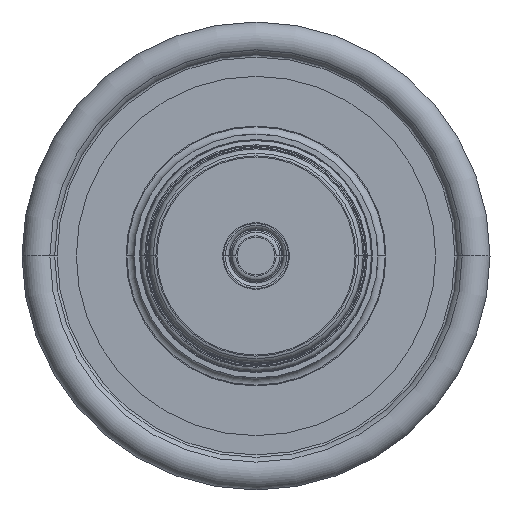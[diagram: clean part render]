
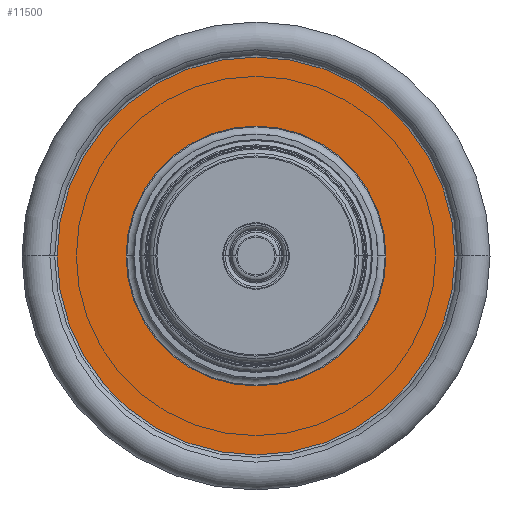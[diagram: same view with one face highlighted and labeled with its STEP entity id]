
A CAD part, front view. The second image highlights one B-rep face of the part: STEP entity #11500.
In plain terms, the highlighted face is planar.
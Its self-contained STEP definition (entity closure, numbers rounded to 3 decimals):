
#8728=CARTESIAN_POINT('',(0.,15.2,0.));
#8729=DIRECTION('',(0.,-1.,0.));
#8730=DIRECTION('',(1.,0.,0.));
#8731=AXIS2_PLACEMENT_3D('',#8728,#8729,#8730);
#8736=CARTESIAN_POINT('',(0.,15.2,0.));
#8737=DIRECTION('',(0.,-1.,0.));
#8738=DIRECTION('',(-1.,0.,0.));
#8739=AXIS2_PLACEMENT_3D('',#8736,#8737,#8738);
#8744=CARTESIAN_POINT('',(0.,15.2,0.));
#8745=DIRECTION('',(0.,1.,0.));
#8746=DIRECTION('',(-1.,0.,0.));
#8747=AXIS2_PLACEMENT_3D('',#8744,#8745,#8746);
#8752=CARTESIAN_POINT('',(0.,15.2,0.));
#8753=DIRECTION('',(0.,1.,0.));
#8754=DIRECTION('',(1.,0.,0.));
#8755=AXIS2_PLACEMENT_3D('',#8752,#8753,#8754);
#9800=CARTESIAN_POINT('',(24.05,15.2,0.));
#9801=CARTESIAN_POINT('',(-24.05,15.2,0.));
#9802=VERTEX_POINT('',#9800);
#9803=VERTEX_POINT('',#9801);
#9804=CARTESIAN_POINT('',(36.814,15.2,0.));
#9805=CARTESIAN_POINT('',(-36.814,15.2,0.));
#9806=VERTEX_POINT('',#9804);
#9807=VERTEX_POINT('',#9805);
#11484=CARTESIAN_POINT('',(0.,15.2,0.));
#11485=DIRECTION('',(0.,1.,0.));
#11486=DIRECTION('',(1.,0.,0.));
#11487=AXIS2_PLACEMENT_3D('',#11484,#11485,#11486);
#11488=PLANE('',#11487);
#11490=ORIENTED_EDGE('',*,*,#11489,.T.);
#11492=ORIENTED_EDGE('',*,*,#11491,.T.);
#11493=EDGE_LOOP('',(#11490,#11492));
#11494=FACE_OUTER_BOUND('',#11493,.F.);
#11496=ORIENTED_EDGE('',*,*,#11495,.T.);
#11497=ORIENTED_EDGE('',*,*,#11474,.T.);
#11498=EDGE_LOOP('',(#11496,#11497));
#11499=FACE_BOUND('',#11498,.F.);
#8732=CIRCLE('',#8731,36.814);
#8740=CIRCLE('',#8739,36.814);
#8748=CIRCLE('',#8747,24.05);
#8756=CIRCLE('',#8755,24.05);
#11474=EDGE_CURVE('',#9802,#9803,#8756,.T.);
#11489=EDGE_CURVE('',#9806,#9807,#8732,.T.);
#11491=EDGE_CURVE('',#9807,#9806,#8740,.T.);
#11495=EDGE_CURVE('',#9803,#9802,#8748,.T.);
#11500=ADVANCED_FACE('',(#11494,#11499),#11488,.T.);
